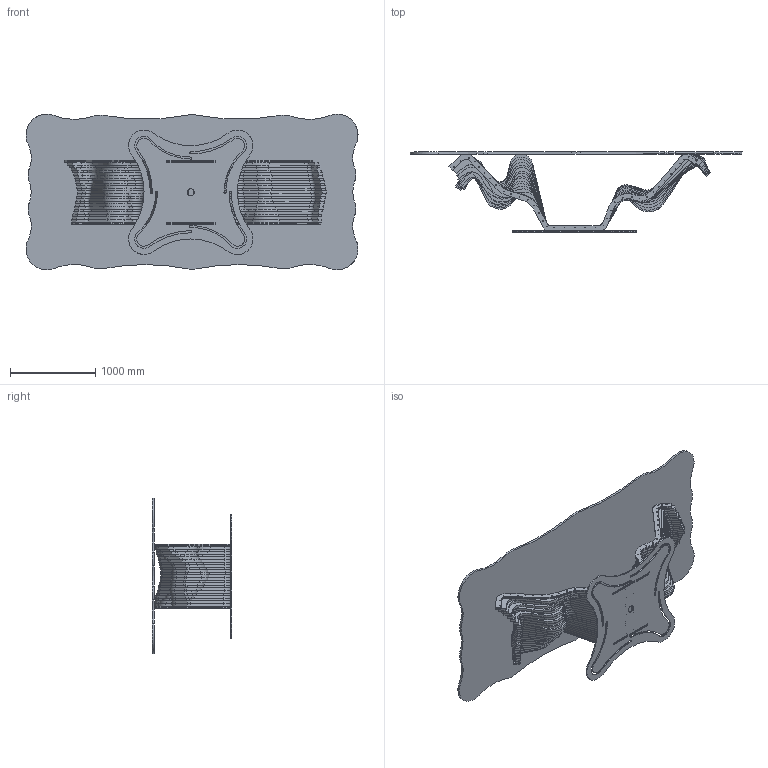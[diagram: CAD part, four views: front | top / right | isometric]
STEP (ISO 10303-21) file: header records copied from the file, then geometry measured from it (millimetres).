
FILE_DESCRIPTION(('FreeCAD Model'),'2;1');
FILE_NAME('Open CASCADE Shape Model','2025-05-01T01:51:40',('FreeCAD'),( 'FreeCAD'),'Open CASCADE STEP processor 7.6','FreeCAD','Unknown');
FILE_SCHEMA(('AUTOMOTIVE_DESIGN { 1 0 10303 214 1 1 1 1 }'));
Products named in the file (1): Open CASCADE STEP translator 7.6 1
Bounding box: 3888.06 x 936.52 x 1822.14 mm (x, y, z)
Volume: 366115958.7 mm3; surface area: 36541390.6 mm2
Topology: 32 solids, 32 shells, 2399 faces, 6678 edges, 4396 vertices
Faces by surface type: bspline 2399
Entity records: 85369 total; most frequent: CARTESIAN_POINT 46749, ORIENTED_EDGE 13356, EDGE_CURVE 6678, B_SPLINE_CURVE_WITH_KNOTS 4768, VERTEX_POINT 4396, FACE_BOUND 2790, EDGE_LOOP 2790, ADVANCED_FACE 2399
